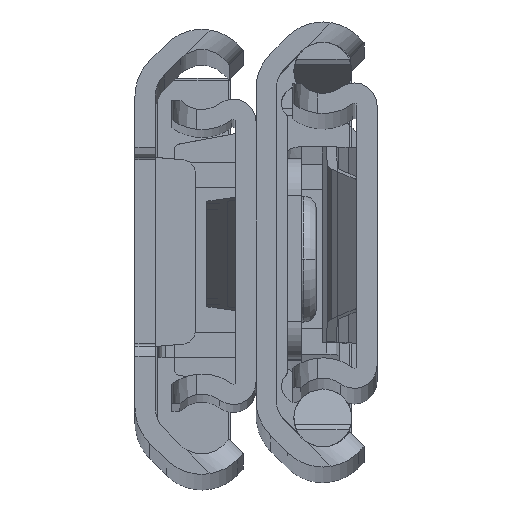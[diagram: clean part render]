
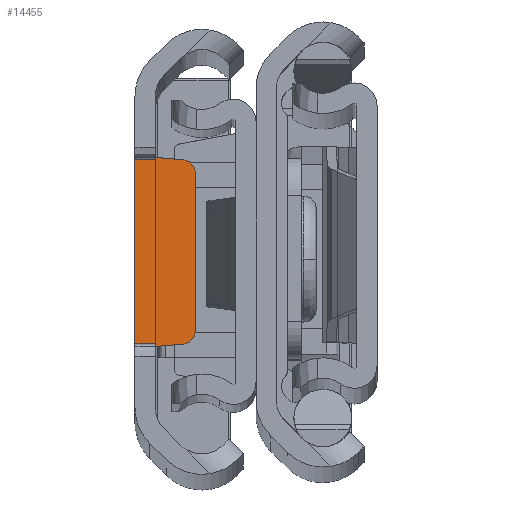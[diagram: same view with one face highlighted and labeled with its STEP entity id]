
A CAD part, top view. The second image highlights one B-rep face of the part: STEP entity #14455.
In plain terms, the highlighted planar face has unit normal (0, 0, 1).
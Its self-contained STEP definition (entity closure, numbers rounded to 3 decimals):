
#8 = ORIENTED_EDGE ( 'NONE', *, *, #15988, .T. ) ;
#238 = CARTESIAN_POINT ( 'NONE',  ( 3.8, 6.311, -3.9 ) ) ;
#383 = DIRECTION ( 'NONE',  ( 0., 1., 0. ) ) ;
#485 = PLANE ( 'NONE',  #18206 ) ;
#1526 = EDGE_CURVE ( 'NONE', #17391, #9273, #11998, .T. ) ;
#1596 = DIRECTION ( 'NONE',  ( 0., 0., 1. ) ) ;
#1839 = DIRECTION ( 'NONE',  ( 0., -1., 0. ) ) ;
#1932 = CARTESIAN_POINT ( 'NONE',  ( 0., -7.5, -3.9 ) ) ;
#2297 = CIRCLE ( 'NONE', #12927, 1. ) ;
#2337 = ORIENTED_EDGE ( 'NONE', *, *, #10914, .F. ) ;
#2774 = LINE ( 'NONE', #18634, #3622 ) ;
#3622 = VECTOR ( 'NONE', #4549, 1000. ) ;
#4496 = ORIENTED_EDGE ( 'NONE', *, *, #13883, .T. ) ;
#4549 = DIRECTION ( 'NONE',  ( -1., 0., 0. ) ) ;
#4968 = CARTESIAN_POINT ( 'NONE',  ( 4.8, 7.23, -3.9 ) ) ;
#5338 = ORIENTED_EDGE ( 'NONE', *, *, #16465, .T. ) ;
#5732 = DIRECTION ( 'NONE',  ( 0., 0., 1. ) ) ;
#5871 = VECTOR ( 'NONE', #20345, 1000. ) ;
#5958 = EDGE_CURVE ( 'NONE', #7314, #13850, #11246, .T. ) ;
#6173 = VECTOR ( 'NONE', #14118, 1000. ) ;
#6684 = CARTESIAN_POINT ( 'NONE',  ( 3.884, 7.307, -3.9 ) ) ;
#6805 = DIRECTION ( 'NONE',  ( 0., -1., 0. ) ) ;
#6844 = DIRECTION ( 'NONE',  ( 0., 0., 1. ) ) ;
#7314 = VERTEX_POINT ( 'NONE', #6684 ) ;
#7436 = CARTESIAN_POINT ( 'NONE',  ( 0., 7.5, -3.9 ) ) ;
#7738 = CARTESIAN_POINT ( 'NONE',  ( 8.601, -7.5, -3.9 ) ) ;
#7798 = DIRECTION ( 'NONE',  ( -0.996, 0.084, 0. ) ) ;
#7810 = LINE ( 'NONE', #9492, #12455 ) ;
#8231 = VECTOR ( 'NONE', #7798, 1000. ) ;
#9273 = VERTEX_POINT ( 'NONE', #18840 ) ;
#9492 = CARTESIAN_POINT ( 'NONE',  ( 0., 7.5, -3.9 ) ) ;
#9679 = CARTESIAN_POINT ( 'NONE',  ( 8.601, 7.5, -3.9 ) ) ;
#9766 = LINE ( 'NONE', #4968, #11452 ) ;
#10166 = VERTEX_POINT ( 'NONE', #1932 ) ;
#10568 = ORIENTED_EDGE ( 'NONE', *, *, #1526, .T. ) ;
#10914 = EDGE_CURVE ( 'NONE', #10166, #13664, #7810, .T. ) ;
#11246 = LINE ( 'NONE', #19361, #8231 ) ;
#11439 = CARTESIAN_POINT ( 'NONE',  ( 1.6, -7.5, -3.9 ) ) ;
#11452 = VECTOR ( 'NONE', #383, 1000. ) ;
#11455 = LINE ( 'NONE', #7738, #6173 ) ;
#11490 = EDGE_CURVE ( 'NONE', #9273, #16530, #9766, .T. ) ;
#11998 = CIRCLE ( 'NONE', #13658, 1. ) ;
#12330 = LINE ( 'NONE', #20132, #5871 ) ;
#12455 = VECTOR ( 'NONE', #14188, 1000. ) ;
#12498 = EDGE_CURVE ( 'NONE', #18804, #10166, #11455, .T. ) ;
#12927 = AXIS2_PLACEMENT_3D ( 'NONE', #238, #1596, #6805 ) ;
#12981 = CARTESIAN_POINT ( 'NONE',  ( 4.8, 6.311, -3.9 ) ) ;
#13207 = CARTESIAN_POINT ( 'NONE',  ( 3.884, -7.307, -3.9 ) ) ;
#13658 = AXIS2_PLACEMENT_3D ( 'NONE', #20023, #5732, #18554 ) ;
#13664 = VERTEX_POINT ( 'NONE', #7436 ) ;
#13850 = VERTEX_POINT ( 'NONE', #17015 ) ;
#13883 = EDGE_CURVE ( 'NONE', #18804, #17391, #12330, .T. ) ;
#14118 = DIRECTION ( 'NONE',  ( -1., 0., 0. ) ) ;
#14188 = DIRECTION ( 'NONE',  ( 0., 1., 0. ) ) ;
#14455 = ADVANCED_FACE ( 'NONE', ( #16141 ), #485, .T. ) ;
#15587 = ORIENTED_EDGE ( 'NONE', *, *, #5958, .T. ) ;
#15988 = EDGE_CURVE ( 'NONE', #13850, #13664, #2774, .T. ) ;
#16141 = FACE_OUTER_BOUND ( 'NONE', #18981, .T. ) ;
#16465 = EDGE_CURVE ( 'NONE', #16530, #7314, #2297, .T. ) ;
#16530 = VERTEX_POINT ( 'NONE', #12981 ) ;
#17015 = CARTESIAN_POINT ( 'NONE',  ( 1.6, 7.5, -3.9 ) ) ;
#17391 = VERTEX_POINT ( 'NONE', #13207 ) ;
#17809 = ORIENTED_EDGE ( 'NONE', *, *, #12498, .F. ) ;
#18206 = AXIS2_PLACEMENT_3D ( 'NONE', #9679, #6844, #1839 ) ;
#18554 = DIRECTION ( 'NONE',  ( 0., -1., 0. ) ) ;
#18634 = CARTESIAN_POINT ( 'NONE',  ( 8.601, 7.5, -3.9 ) ) ;
#18804 = VERTEX_POINT ( 'NONE', #11439 ) ;
#18840 = CARTESIAN_POINT ( 'NONE',  ( 4.8, -6.311, -3.9 ) ) ;
#18981 = EDGE_LOOP ( 'NONE', ( #4496, #10568, #20520, #5338, #15587, #8, #2337, #17809 ) ) ;
#19361 = CARTESIAN_POINT ( 'NONE',  ( 1.6, 7.5, -3.9 ) ) ;
#20023 = CARTESIAN_POINT ( 'NONE',  ( 3.8, -6.311, -3.9 ) ) ;
#20132 = CARTESIAN_POINT ( 'NONE',  ( 4.8, -7.23, -3.9 ) ) ;
#20345 = DIRECTION ( 'NONE',  ( 0.996, 0.084, 0. ) ) ;
#20520 = ORIENTED_EDGE ( 'NONE', *, *, #11490, .T. ) ;
